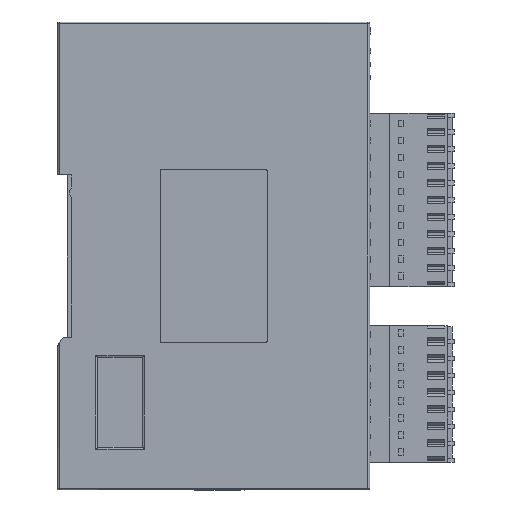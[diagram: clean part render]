
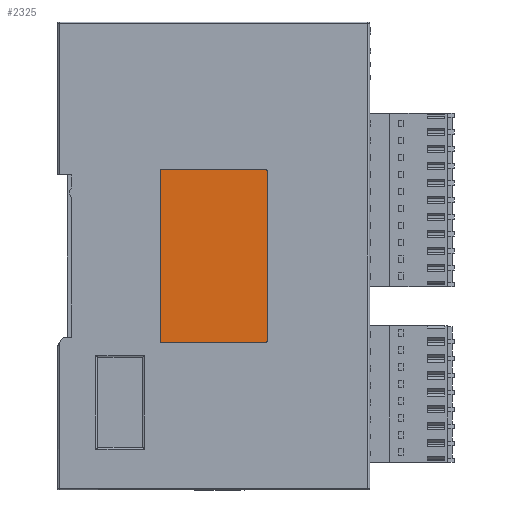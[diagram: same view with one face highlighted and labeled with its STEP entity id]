
A CAD part, left-side view. The second image highlights one B-rep face of the part: STEP entity #2325.
In plain terms, the highlighted planar face has unit normal (-1, 0, 0).
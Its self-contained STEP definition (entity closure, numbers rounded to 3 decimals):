
#87=(
BOUNDED_CURVE()
B_SPLINE_CURVE(2,(#58001,#58002,#58003),.UNSPECIFIED.,.F.,.F.)
B_SPLINE_CURVE_WITH_KNOTS((3,3),(0.,1.),.UNSPECIFIED.)
CURVE()
GEOMETRIC_REPRESENTATION_ITEM()
RATIONAL_B_SPLINE_CURVE((1.,0.707,1.))
REPRESENTATION_ITEM('')
);
#89=(
BOUNDED_CURVE()
B_SPLINE_CURVE(2,(#58015,#58016,#58017),.UNSPECIFIED.,.F.,.F.)
B_SPLINE_CURVE_WITH_KNOTS((3,3),(0.,1.),.UNSPECIFIED.)
CURVE()
GEOMETRIC_REPRESENTATION_ITEM()
RATIONAL_B_SPLINE_CURVE((1.,0.707,1.))
REPRESENTATION_ITEM('')
);
#91=(
BOUNDED_CURVE()
B_SPLINE_CURVE(2,(#58035,#58036,#58037),.UNSPECIFIED.,.F.,.F.)
B_SPLINE_CURVE_WITH_KNOTS((3,3),(0.,1.),.UNSPECIFIED.)
CURVE()
GEOMETRIC_REPRESENTATION_ITEM()
RATIONAL_B_SPLINE_CURVE((1.,0.707,1.))
REPRESENTATION_ITEM('')
);
#93=(
BOUNDED_CURVE()
B_SPLINE_CURVE(2,(#58047,#58048,#58049),.UNSPECIFIED.,.F.,.F.)
B_SPLINE_CURVE_WITH_KNOTS((3,3),(0.,1.),.UNSPECIFIED.)
CURVE()
GEOMETRIC_REPRESENTATION_ITEM()
RATIONAL_B_SPLINE_CURVE((1.,0.707,1.))
REPRESENTATION_ITEM('')
);
#2325=ADVANCED_FACE('',(#4676),#37348,.T.);
#4676=FACE_OUTER_BOUND('',#7094,.T.);
#7094=EDGE_LOOP('',(#14610,#14611,#14612,#14613,#14614,#14615,#14616,#14617));
#14610=ORIENTED_EDGE('',*,*,#22733,.F.);
#14611=ORIENTED_EDGE('',*,*,#22720,.F.);
#14612=ORIENTED_EDGE('',*,*,#22713,.F.);
#14613=ORIENTED_EDGE('',*,*,#22714,.F.);
#14614=ORIENTED_EDGE('',*,*,#22719,.F.);
#14615=ORIENTED_EDGE('',*,*,#22723,.F.);
#14616=ORIENTED_EDGE('',*,*,#22728,.F.);
#14617=ORIENTED_EDGE('',*,*,#22729,.F.);
#22713=EDGE_CURVE('',#33837,#33834,#87,.T.);
#22714=EDGE_CURVE('',#33838,#33837,#28747,.T.);
#22719=EDGE_CURVE('',#33841,#33838,#89,.T.);
#22720=EDGE_CURVE('',#33834,#33842,#28751,.T.);
#22723=EDGE_CURVE('',#33844,#33841,#28754,.T.);
#22728=EDGE_CURVE('',#33847,#33844,#91,.T.);
#22729=EDGE_CURVE('',#33848,#33847,#28758,.T.);
#22733=EDGE_CURVE('',#33842,#33848,#93,.T.);
#28747=B_SPLINE_CURVE_WITH_KNOTS('',1,(#58004,#58005),.UNSPECIFIED.,.F.,
 .F.,(2,2),(0.,23.),.UNSPECIFIED.);
#28751=B_SPLINE_CURVE_WITH_KNOTS('',1,(#58018,#58019),.UNSPECIFIED.,.F.,
 .F.,(2,2),(0.,38.),.UNSPECIFIED.);
#28754=B_SPLINE_CURVE_WITH_KNOTS('',1,(#58024,#58025),.UNSPECIFIED.,.F.,
 .F.,(2,2),(0.,38.),.UNSPECIFIED.);
#28758=B_SPLINE_CURVE_WITH_KNOTS('',1,(#58038,#58039),.UNSPECIFIED.,.F.,
 .F.,(2,2),(0.,23.),.UNSPECIFIED.);
#33834=VERTEX_POINT('',#56495);
#33837=VERTEX_POINT('',#56498);
#33838=VERTEX_POINT('',#56499);
#33841=VERTEX_POINT('',#56502);
#33842=VERTEX_POINT('',#56503);
#33844=VERTEX_POINT('',#56505);
#33847=VERTEX_POINT('',#56508);
#33848=VERTEX_POINT('',#56509);
#37348=PLANE('',#39483);
#39483=AXIS2_PLACEMENT_3D('',#56211,#41623,$);
#41623=DIRECTION('',(-1.,0.,0.));
#56211=CARTESIAN_POINT('',(-345.703,-71.468,212.686));
#56495=CARTESIAN_POINT('',(-345.703,-97.88,255.098));
#56498=CARTESIAN_POINT('',(-345.703,-97.38,255.598));
#56499=CARTESIAN_POINT('',(-345.703,-74.38,255.598));
#56502=CARTESIAN_POINT('',(-345.703,-73.88,255.098));
#56503=CARTESIAN_POINT('',(-345.703,-97.88,217.098));
#56505=CARTESIAN_POINT('',(-345.703,-73.88,217.098));
#56508=CARTESIAN_POINT('',(-345.703,-74.38,216.598));
#56509=CARTESIAN_POINT('',(-345.703,-97.38,216.598));
#58001=CARTESIAN_POINT('',(-345.703,-97.38,255.598));
#58002=CARTESIAN_POINT('',(-345.703,-97.88,255.598));
#58003=CARTESIAN_POINT('',(-345.703,-97.88,255.098));
#58004=CARTESIAN_POINT('',(-345.703,-74.38,255.598));
#58005=CARTESIAN_POINT('',(-345.703,-97.38,255.598));
#58015=CARTESIAN_POINT('',(-345.703,-73.88,255.098));
#58016=CARTESIAN_POINT('',(-345.703,-73.88,255.598));
#58017=CARTESIAN_POINT('',(-345.703,-74.38,255.598));
#58018=CARTESIAN_POINT('',(-345.703,-97.88,255.098));
#58019=CARTESIAN_POINT('',(-345.703,-97.88,217.098));
#58024=CARTESIAN_POINT('',(-345.703,-73.88,217.098));
#58025=CARTESIAN_POINT('',(-345.703,-73.88,255.098));
#58035=CARTESIAN_POINT('',(-345.703,-74.38,216.598));
#58036=CARTESIAN_POINT('',(-345.703,-73.88,216.598));
#58037=CARTESIAN_POINT('',(-345.703,-73.88,217.098));
#58038=CARTESIAN_POINT('',(-345.703,-97.38,216.598));
#58039=CARTESIAN_POINT('',(-345.703,-74.38,216.598));
#58047=CARTESIAN_POINT('',(-345.703,-97.88,217.098));
#58048=CARTESIAN_POINT('',(-345.703,-97.88,216.598));
#58049=CARTESIAN_POINT('',(-345.703,-97.38,216.598));
